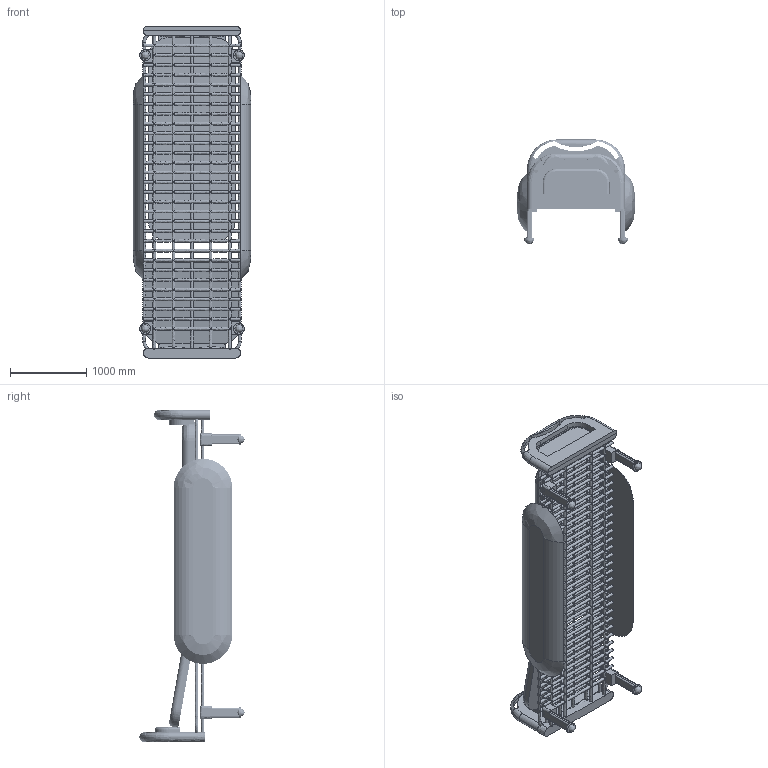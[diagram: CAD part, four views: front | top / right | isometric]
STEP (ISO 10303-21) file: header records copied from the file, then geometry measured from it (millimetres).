
FILE_DESCRIPTION(('FreeCAD Model'),'2;1');
FILE_NAME('Open CASCADE Shape Model','2025-04-29T08:24:43',('FreeCAD'),( 'FreeCAD'),'Open CASCADE STEP processor 7.6','FreeCAD','Unknown');
FILE_SCHEMA(('AUTOMOTIVE_DESIGN { 1 0 10303 214 1 1 1 1 }'));
Products named in the file (1): Open CASCADE STEP translator 7.6 1
Bounding box: 1539.83 x 1380.98 x 4362.86 mm (x, y, z)
Volume: 1499242054.7 mm3; surface area: 41577159.6 mm2
Topology: 25 solids, 25 shells, 1239 faces, 3723 edges, 1978 vertices
Faces by surface type: bspline 1239
Entity records: 47907 total; most frequent: CARTESIAN_POINT 29415, ORIENTED_EDGE 7422, EDGE_CURVE 3711, VERTEX_POINT 1974, B_SPLINE_CURVE_WITH_KNOTS 1257, FACE_BOUND 1253, EDGE_LOOP 1249, ADVANCED_FACE 1239
